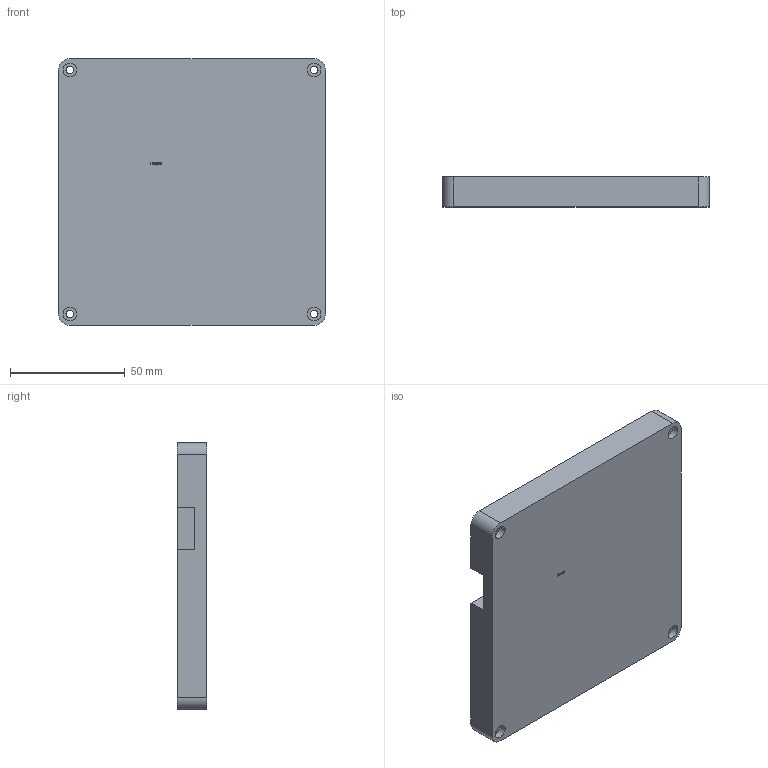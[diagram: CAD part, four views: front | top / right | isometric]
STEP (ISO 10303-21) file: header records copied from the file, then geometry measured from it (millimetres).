
FILE_DESCRIPTION(/* description */ ('','CAx-IF Rec.Pracs.---Representation and Presentation of Product Manufacturing Information (PMI)---4.0---2014-10-13'),/* implementation_level */ '2;1');
FILE_NAME(/* name */ 'f0cb0284-2bd9-4638-9b74-71d964ab3632.step',/* time_stamp */ '2025-02-17T19:27:50Z',/* author */ (''),/* organization */ (''),/* preprocessor_version */ 'ST-DEVELOPER v20',/* originating_system */ 'Autodesk Translation Framework v13.20.0.188',/* authorisation */ '');
FILE_SCHEMA (('AP242_MANAGED_MODEL_BASED_3D_ENGINEERING_MIM_LF { 1 0 10303 442 1 1 4 }'));
Length unit declared in the file: millimetre
Products named in the file (2): Firepad v1; Firepad-v1
Assembly tree (1 placements, depth 2):
  Firepad v1
    Firepad-v1
Bounding box: 116.4 x 13 x 116.3 mm (x, y, z)
Volume: 78907.4 mm3; surface area: 37318.9 mm2
Topology: 1 solids, 1 shells, 175 faces, 471 edges, 314 vertices
Faces by surface type: bspline 92, plane 71, cylinder 12
Full cylindrical faces by diameter (mm): 3.4 x4, 6 x4
Entity records: 6374 total; most frequent: CARTESIAN_POINT 2527, ORIENTED_EDGE 942, DIRECTION 483, EDGE_CURVE 471, VERTEX_POINT 314, LINE 263, VECTOR 263, EDGE_LOOP 199
